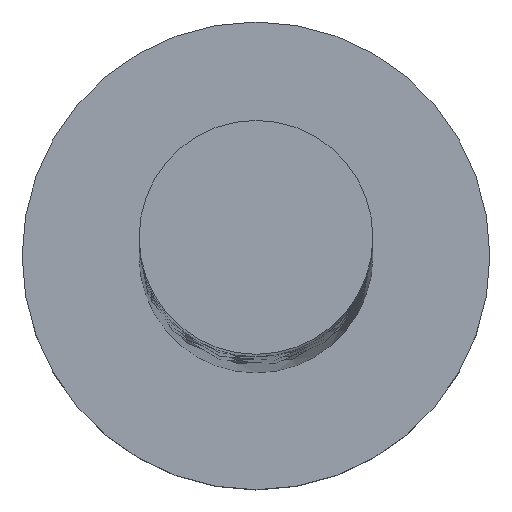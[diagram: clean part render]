
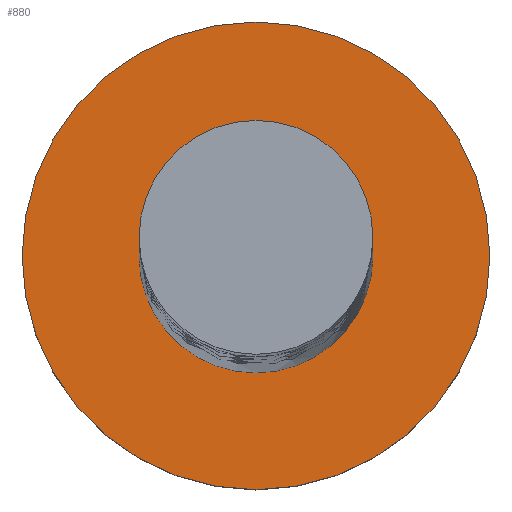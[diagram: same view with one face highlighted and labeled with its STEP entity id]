
A CAD part, top view. The second image highlights one B-rep face of the part: STEP entity #880.
In plain terms, the highlighted planar face has unit normal (0, 0, 1).
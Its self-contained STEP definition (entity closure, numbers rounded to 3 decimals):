
#14 = CARTESIAN_POINT ( 'NONE',  ( 0., 0., 3. ) ) ;
#94 = CARTESIAN_POINT ( 'NONE',  ( -2.5, 0., 3. ) ) ;
#152 = EDGE_CURVE ( 'NONE', #1764, #441, #1218, .T. ) ;
#162 = DIRECTION ( 'NONE',  ( 0., 0., 1. ) ) ;
#239 = VERTEX_POINT ( 'NONE', #94 ) ;
#274 = CIRCLE ( 'NONE', #1172, 2.5 ) ;
#329 = AXIS2_PLACEMENT_3D ( 'NONE', #14, #1683, #417 ) ;
#417 = DIRECTION ( 'NONE',  ( 1., 0., 0. ) ) ;
#441 = VERTEX_POINT ( 'NONE', #1233 ) ;
#456 = EDGE_LOOP ( 'NONE', ( #1253, #867 ) ) ;
#481 = FACE_BOUND ( 'NONE', #1380, .T. ) ;
#513 = CARTESIAN_POINT ( 'NONE',  ( 0., 0., 3. ) ) ;
#523 = VERTEX_POINT ( 'NONE', #1660 ) ;
#529 = CARTESIAN_POINT ( 'NONE',  ( -5., 0., 3. ) ) ;
#549 = ORIENTED_EDGE ( 'NONE', *, *, #1417, .F. ) ;
#601 = AXIS2_PLACEMENT_3D ( 'NONE', #749, #1583, #1054 ) ;
#722 = CIRCLE ( 'NONE', #601, 5. ) ;
#749 = CARTESIAN_POINT ( 'NONE',  ( 0., 0., 3. ) ) ;
#758 = EDGE_CURVE ( 'NONE', #441, #1764, #722, .T. ) ;
#772 = DIRECTION ( 'NONE',  ( 0., 0., 1. ) ) ;
#776 = AXIS2_PLACEMENT_3D ( 'NONE', #1449, #772, #1590 ) ;
#848 = DIRECTION ( 'NONE',  ( 0., 0., 1. ) ) ;
#852 = DIRECTION ( 'NONE',  ( 1., 0., 0. ) ) ;
#867 = ORIENTED_EDGE ( 'NONE', *, *, #758, .T. ) ;
#880 = ADVANCED_FACE ( 'NONE', ( #481, #1604 ), #1042, .T. ) ;
#937 = ORIENTED_EDGE ( 'NONE', *, *, #1548, .F. ) ;
#1042 = PLANE ( 'NONE',  #776 ) ;
#1054 = DIRECTION ( 'NONE',  ( 1., 0., 0. ) ) ;
#1172 = AXIS2_PLACEMENT_3D ( 'NONE', #1617, #162, #852 ) ;
#1218 = CIRCLE ( 'NONE', #1251, 5. ) ;
#1233 = CARTESIAN_POINT ( 'NONE',  ( 5., 0., 3. ) ) ;
#1251 = AXIS2_PLACEMENT_3D ( 'NONE', #513, #848, #1406 ) ;
#1253 = ORIENTED_EDGE ( 'NONE', *, *, #152, .T. ) ;
#1380 = EDGE_LOOP ( 'NONE', ( #549, #937 ) ) ;
#1406 = DIRECTION ( 'NONE',  ( 1., 0., 0. ) ) ;
#1417 = EDGE_CURVE ( 'NONE', #239, #523, #274, .T. ) ;
#1431 = CIRCLE ( 'NONE', #329, 2.5 ) ;
#1449 = CARTESIAN_POINT ( 'NONE',  ( 0., 0., 3. ) ) ;
#1548 = EDGE_CURVE ( 'NONE', #523, #239, #1431, .T. ) ;
#1583 = DIRECTION ( 'NONE',  ( 0., 0., 1. ) ) ;
#1590 = DIRECTION ( 'NONE',  ( 1., 0., 0. ) ) ;
#1604 = FACE_OUTER_BOUND ( 'NONE', #456, .T. ) ;
#1617 = CARTESIAN_POINT ( 'NONE',  ( 0., 0., 3. ) ) ;
#1660 = CARTESIAN_POINT ( 'NONE',  ( 2.5, 0., 3. ) ) ;
#1683 = DIRECTION ( 'NONE',  ( 0., 0., 1. ) ) ;
#1764 = VERTEX_POINT ( 'NONE', #529 ) ;
